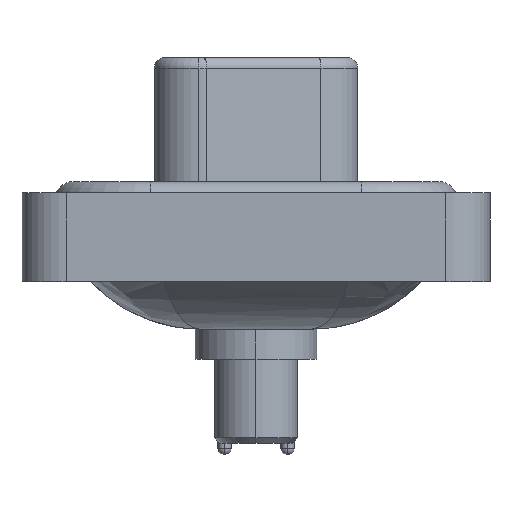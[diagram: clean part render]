
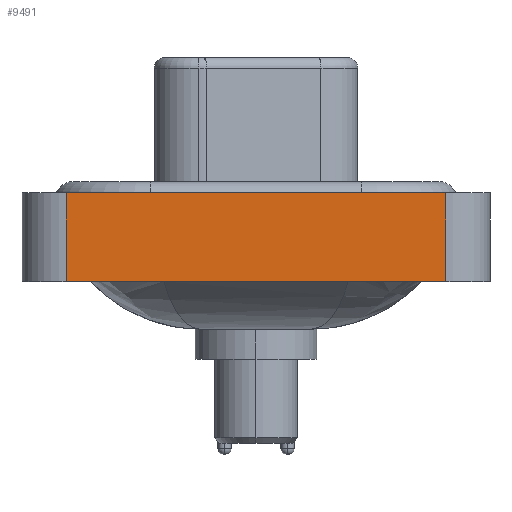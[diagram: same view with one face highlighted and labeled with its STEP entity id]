
A CAD part, left-side view. The second image highlights one B-rep face of the part: STEP entity #9491.
In plain terms, the highlighted planar face has unit normal (-1, 0, 0).
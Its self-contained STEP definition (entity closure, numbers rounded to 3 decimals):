
#905 = ORIENTED_EDGE ( 'NONE', *, *, #8783, .T. ) ;
#1547 = AXIS2_PLACEMENT_3D ( 'NONE', #14443, #13088, #19924 ) ;
#2751 = DIRECTION ( 'NONE',  ( 0., -1., 0. ) ) ;
#3275 = LINE ( 'NONE', #8417, #10444 ) ;
#3365 = CARTESIAN_POINT ( 'NONE',  ( -7.35, -8.55, 0.4 ) ) ;
#3799 = ORIENTED_EDGE ( 'NONE', *, *, #8669, .T. ) ;
#3824 = LINE ( 'NONE', #14356, #20488 ) ;
#4144 = ORIENTED_EDGE ( 'NONE', *, *, #12377, .F. ) ;
#4850 = CARTESIAN_POINT ( 'NONE',  ( -7.35, 8.55, 0.4 ) ) ;
#5299 = VERTEX_POINT ( 'NONE', #11870 ) ;
#5753 = VECTOR ( 'NONE', #2751, 1000. ) ;
#7802 = PLANE ( 'NONE',  #1547 ) ;
#8417 = CARTESIAN_POINT ( 'NONE',  ( -7.35, -8.55, -3.6 ) ) ;
#8669 = EDGE_CURVE ( 'NONE', #20830, #5299, #3275, .T. ) ;
#8783 = EDGE_CURVE ( 'NONE', #5299, #9062, #3824, .T. ) ;
#9062 = VERTEX_POINT ( 'NONE', #3365 ) ;
#9245 = CARTESIAN_POINT ( 'NONE',  ( -7.35, -8.55, 0.4 ) ) ;
#9491 = ADVANCED_FACE ( 'NONE', ( #21602 ), #7802, .T. ) ;
#9519 = LINE ( 'NONE', #21400, #11237 ) ;
#10212 = ORIENTED_EDGE ( 'NONE', *, *, #10416, .F. ) ;
#10416 = EDGE_CURVE ( 'NONE', #20830, #12885, #9519, .T. ) ;
#10444 = VECTOR ( 'NONE', #15271, 1000. ) ;
#11237 = VECTOR ( 'NONE', #13230, 1000. ) ;
#11870 = CARTESIAN_POINT ( 'NONE',  ( -7.35, -8.55, -3.6 ) ) ;
#12377 = EDGE_CURVE ( 'NONE', #12885, #9062, #14416, .T. ) ;
#12885 = VERTEX_POINT ( 'NONE', #4850 ) ;
#13088 = DIRECTION ( 'NONE',  ( -1., 0., 0. ) ) ;
#13230 = DIRECTION ( 'NONE',  ( 0., 0., 1. ) ) ;
#14356 = CARTESIAN_POINT ( 'NONE',  ( -7.35, -8.55, -3.6 ) ) ;
#14416 = LINE ( 'NONE', #9245, #5753 ) ;
#14443 = CARTESIAN_POINT ( 'NONE',  ( -7.35, -8.55, -3.6 ) ) ;
#15271 = DIRECTION ( 'NONE',  ( 0., -1., 0. ) ) ;
#15934 = DIRECTION ( 'NONE',  ( 0., 0., 1. ) ) ;
#17033 = CARTESIAN_POINT ( 'NONE',  ( -7.35, 8.55, -3.6 ) ) ;
#19924 = DIRECTION ( 'NONE',  ( 0., 0., 1. ) ) ;
#20488 = VECTOR ( 'NONE', #15934, 1000. ) ;
#20490 = EDGE_LOOP ( 'NONE', ( #905, #4144, #10212, #3799 ) ) ;
#20830 = VERTEX_POINT ( 'NONE', #17033 ) ;
#21400 = CARTESIAN_POINT ( 'NONE',  ( -7.35, 8.55, -3.6 ) ) ;
#21602 = FACE_OUTER_BOUND ( 'NONE', #20490, .T. ) ;
